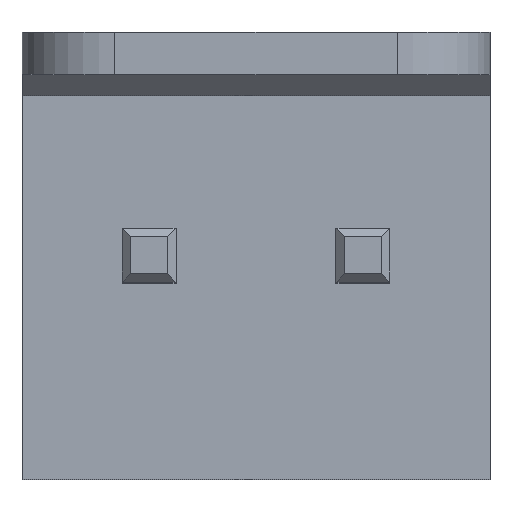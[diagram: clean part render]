
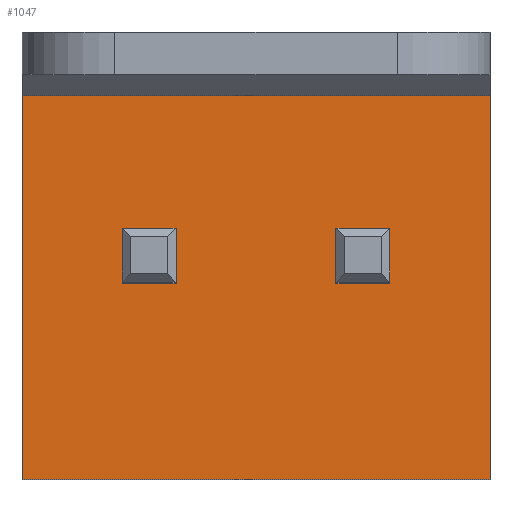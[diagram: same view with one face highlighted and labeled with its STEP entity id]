
A CAD part, top view. The second image highlights one B-rep face of the part: STEP entity #1047.
In plain terms, the highlighted planar face has unit normal (0, 0, 1).
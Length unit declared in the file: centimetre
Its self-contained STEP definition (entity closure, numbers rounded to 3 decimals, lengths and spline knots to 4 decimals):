
#131=VERTEX_POINT('',#1344);
#132=VERTEX_POINT('',#1346);
#133=VERTEX_POINT('',#1348);
#134=VERTEX_POINT('',#1351);
#155=VERTEX_POINT('',#1418);
#156=VERTEX_POINT('',#1420);
#157=VERTEX_POINT('',#1422);
#158=VERTEX_POINT('',#1425);
#188=VERTEX_POINT('',#1509);
#189=VERTEX_POINT('',#1511);
#196=VERTEX_POINT('',#1530);
#197=VERTEX_POINT('',#1532);
#229=VECTOR('',#1143,1.);
#231=VECTOR('',#1145,1.);
#232=VECTOR('',#1147,1.);
#233=VECTOR('',#1149,1.);
#265=VECTOR('',#1193,1.);
#267=VECTOR('',#1195,1.);
#268=VECTOR('',#1197,1.);
#269=VECTOR('',#1199,1.);
#305=VECTOR('',#1257,1.);
#315=VECTOR('',#1270,1.);
#322=VECTOR('',#1280,1.);
#323=VECTOR('',#1281,1.);
#353=LINE('',#1345,#229);
#355=LINE('',#1349,#231);
#356=LINE('',#1352,#232);
#357=LINE('',#1354,#233);
#389=LINE('',#1419,#265);
#391=LINE('',#1423,#267);
#392=LINE('',#1426,#268);
#393=LINE('',#1428,#269);
#429=LINE('',#1510,#305);
#439=LINE('',#1531,#315);
#446=LINE('',#1544,#322);
#447=LINE('',#1545,#323);
#478=EDGE_CURVE('',#132,#131,#353,.T.);
#481=EDGE_CURVE('',#131,#133,#355,.T.);
#483=EDGE_CURVE('',#133,#134,#356,.T.);
#484=EDGE_CURVE('',#134,#132,#357,.T.);
#518=EDGE_CURVE('',#156,#155,#389,.T.);
#521=EDGE_CURVE('',#155,#157,#391,.T.);
#523=EDGE_CURVE('',#157,#158,#392,.T.);
#524=EDGE_CURVE('',#158,#156,#393,.T.);
#569=EDGE_CURVE('',#188,#189,#429,.T.);
#579=EDGE_CURVE('',#197,#196,#439,.T.);
#586=EDGE_CURVE('',#189,#196,#446,.T.);
#587=EDGE_CURVE('',#197,#188,#447,.T.);
#836=ORIENTED_EDGE('',*,*,#478,.T.);
#837=ORIENTED_EDGE('',*,*,#481,.T.);
#838=ORIENTED_EDGE('',*,*,#483,.T.);
#839=ORIENTED_EDGE('',*,*,#484,.T.);
#840=ORIENTED_EDGE('',*,*,#518,.T.);
#841=ORIENTED_EDGE('',*,*,#521,.T.);
#842=ORIENTED_EDGE('',*,*,#523,.T.);
#843=ORIENTED_EDGE('',*,*,#524,.T.);
#844=ORIENTED_EDGE('',*,*,#579,.T.);
#845=ORIENTED_EDGE('',*,*,#586,.F.);
#846=ORIENTED_EDGE('',*,*,#569,.F.);
#847=ORIENTED_EDGE('',*,*,#587,.F.);
#925=EDGE_LOOP('',(#836,#837,#838,#839));
#926=EDGE_LOOP('',(#840,#841,#842,#843));
#927=EDGE_LOOP('',(#844,#845,#846,#847));
#987=FACE_BOUND('',#925,.T.);
#988=FACE_BOUND('',#926,.T.);
#989=FACE_BOUND('',#927,.T.);
#1047=ADVANCED_FACE('',(#987,#988,#989),#1591,.T.);
#1099=AXIS2_PLACEMENT_3D('',#1543,#1279,$);
#1143=DIRECTION('',(-1.,0.,0.));
#1145=DIRECTION('',(0.,1.,0.));
#1147=DIRECTION('',(1.,0.,0.));
#1149=DIRECTION('',(0.,-1.,0.));
#1193=DIRECTION('',(-1.,0.,0.));
#1195=DIRECTION('',(0.,1.,0.));
#1197=DIRECTION('',(1.,0.,0.));
#1199=DIRECTION('',(0.,-1.,0.));
#1257=DIRECTION('',(-1.,0.,0.));
#1270=DIRECTION('',(-1.,0.,0.));
#1279=DIRECTION('',(0.,0.,1.));
#1280=DIRECTION('',(0.,1.,0.));
#1281=DIRECTION('',(0.,-1.,0.));
#1344=CARTESIAN_POINT('',(-0.159,-0.032,0.32));
#1345=CARTESIAN_POINT('',(-0.0795,-0.032,0.32));
#1346=CARTESIAN_POINT('',(-0.095,-0.032,0.32));
#1348=CARTESIAN_POINT('',(-0.159,0.032,0.32));
#1349=CARTESIAN_POINT('',(-0.159,0.,0.32));
#1351=CARTESIAN_POINT('',(-0.095,0.032,0.32));
#1352=CARTESIAN_POINT('',(-0.0795,0.032,0.32));
#1354=CARTESIAN_POINT('',(-0.095,0.,0.32));
#1418=CARTESIAN_POINT('',(0.095,-0.032,0.32));
#1419=CARTESIAN_POINT('',(0.0475,-0.032,0.32));
#1420=CARTESIAN_POINT('',(0.159,-0.032,0.32));
#1422=CARTESIAN_POINT('',(0.095,0.032,0.32));
#1423=CARTESIAN_POINT('',(0.095,0.,0.32));
#1425=CARTESIAN_POINT('',(0.159,0.032,0.32));
#1426=CARTESIAN_POINT('',(0.0475,0.032,0.32));
#1428=CARTESIAN_POINT('',(0.159,0.,0.32));
#1509=CARTESIAN_POINT('',(0.278,-0.265,0.32));
#1510=CARTESIAN_POINT('',(-0.278,-0.265,0.32));
#1511=CARTESIAN_POINT('',(-0.278,-0.265,0.32));
#1530=CARTESIAN_POINT('',(-0.278,0.215,0.32));
#1531=CARTESIAN_POINT('',(0.139,0.215,0.32));
#1532=CARTESIAN_POINT('',(0.278,0.215,0.32));
#1543=CARTESIAN_POINT('',(0.,0.,0.32));
#1544=CARTESIAN_POINT('',(-0.278,0.265,0.32));
#1545=CARTESIAN_POINT('',(0.278,-0.265,0.32));
#1591=PLANE('',#1099);
